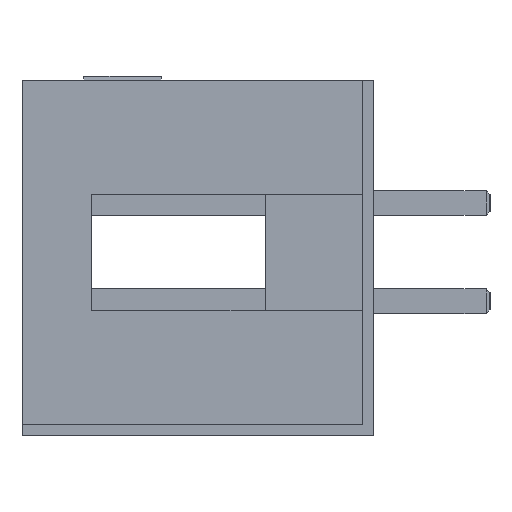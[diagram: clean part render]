
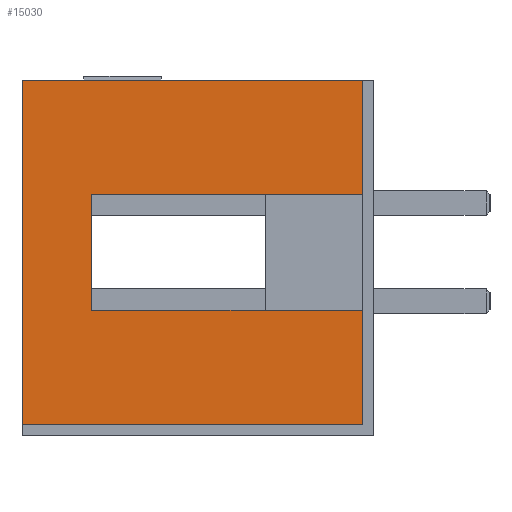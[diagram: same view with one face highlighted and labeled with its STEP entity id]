
A CAD part, left-side view. The second image highlights one B-rep face of the part: STEP entity #15030.
In plain terms, the highlighted planar face has unit normal (-1, 0, 0).
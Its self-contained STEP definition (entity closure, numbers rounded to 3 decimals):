
#95 = VECTOR ( 'NONE', #12417, 1000. ) ;
#388 = VERTEX_POINT ( 'NONE', #11010 ) ;
#426 = FACE_OUTER_BOUND ( 'NONE', #17987, .T. ) ;
#1029 = CARTESIAN_POINT ( 'NONE',  ( -5.17, 0.3, -5.72 ) ) ;
#1611 = DIRECTION ( 'NONE',  ( 0., -1., 0. ) ) ;
#1790 = EDGE_CURVE ( 'NONE', #10683, #4944, #17513, .T. ) ;
#2107 = CARTESIAN_POINT ( 'NONE',  ( -5.17, 0.3, 3.18 ) ) ;
#2204 = ORIENTED_EDGE ( 'NONE', *, *, #8950, .T. ) ;
#2692 = CARTESIAN_POINT ( 'NONE',  ( -5.17, 0.3, 3.18 ) ) ;
#2867 = EDGE_CURVE ( 'NONE', #3844, #11716, #4573, .T. ) ;
#3097 = LINE ( 'NONE', #8872, #12802 ) ;
#3844 = VERTEX_POINT ( 'NONE', #18570 ) ;
#3879 = ORIENTED_EDGE ( 'NONE', *, *, #1790, .F. ) ;
#3975 = DIRECTION ( 'NONE',  ( 0., 0., -1. ) ) ;
#4527 = VECTOR ( 'NONE', #17349, 1000. ) ;
#4573 = LINE ( 'NONE', #10559, #11174 ) ;
#4809 = LINE ( 'NONE', #15086, #13693 ) ;
#4935 = DIRECTION ( 'NONE',  ( -1., 0., 0. ) ) ;
#4944 = VERTEX_POINT ( 'NONE', #2107 ) ;
#5288 = LINE ( 'NONE', #11313, #4527 ) ;
#6723 = CARTESIAN_POINT ( 'NONE',  ( -5.17, 0.3, -2.77 ) ) ;
#7363 = VECTOR ( 'NONE', #13426, 1000. ) ;
#8328 = CARTESIAN_POINT ( 'NONE',  ( -5.17, 9.1, 3.18 ) ) ;
#8713 = DIRECTION ( 'NONE',  ( 0., -1., 0. ) ) ;
#8854 = LINE ( 'NONE', #14891, #7363 ) ;
#8862 = EDGE_CURVE ( 'NONE', #4944, #14021, #8854, .T. ) ;
#8872 = CARTESIAN_POINT ( 'NONE',  ( -5.17, 7.3, -2.77 ) ) ;
#8950 = EDGE_CURVE ( 'NONE', #15767, #14021, #4809, .T. ) ;
#9138 = EDGE_CURVE ( 'NONE', #17786, #11716, #17661, .T. ) ;
#9291 = ORIENTED_EDGE ( 'NONE', *, *, #2867, .T. ) ;
#10559 = CARTESIAN_POINT ( 'NONE',  ( -5.17, 9.1, -5.72 ) ) ;
#10683 = VERTEX_POINT ( 'NONE', #8328 ) ;
#11010 = CARTESIAN_POINT ( 'NONE',  ( -5.17, 7.3, -2.77 ) ) ;
#11174 = VECTOR ( 'NONE', #1611, 1000. ) ;
#11313 = CARTESIAN_POINT ( 'NONE',  ( -5.17, 9.1, 3.18 ) ) ;
#11716 = VERTEX_POINT ( 'NONE', #1029 ) ;
#12103 = EDGE_CURVE ( 'NONE', #388, #17786, #3097, .T. ) ;
#12417 = DIRECTION ( 'NONE',  ( 0., 0., -1. ) ) ;
#12448 = PLANE ( 'NONE',  #14463 ) ;
#12628 = ORIENTED_EDGE ( 'NONE', *, *, #9138, .F. ) ;
#12706 = CARTESIAN_POINT ( 'NONE',  ( -5.17, 7.3, 0. ) ) ;
#12802 = VECTOR ( 'NONE', #17759, 1000. ) ;
#13324 = ORIENTED_EDGE ( 'NONE', *, *, #8862, .F. ) ;
#13426 = DIRECTION ( 'NONE',  ( 0., 0., -1. ) ) ;
#13693 = VECTOR ( 'NONE', #16867, 1000. ) ;
#14021 = VERTEX_POINT ( 'NONE', #14065 ) ;
#14065 = CARTESIAN_POINT ( 'NONE',  ( -5.17, 0.3, 0.23 ) ) ;
#14347 = CARTESIAN_POINT ( 'NONE',  ( -5.17, 9.1, 3.18 ) ) ;
#14463 = AXIS2_PLACEMENT_3D ( 'NONE', #18445, #4935, #17181 ) ;
#14491 = ORIENTED_EDGE ( 'NONE', *, *, #16253, .T. ) ;
#14506 = CARTESIAN_POINT ( 'NONE',  ( -5.17, 7.3, 0.23 ) ) ;
#14803 = ORIENTED_EDGE ( 'NONE', *, *, #12103, .F. ) ;
#14891 = CARTESIAN_POINT ( 'NONE',  ( -5.17, 0.3, 3.18 ) ) ;
#15030 = ADVANCED_FACE ( 'NONE', ( #426 ), #12448, .T. ) ;
#15086 = CARTESIAN_POINT ( 'NONE',  ( -5.17, 7.3, 0.23 ) ) ;
#15094 = ORIENTED_EDGE ( 'NONE', *, *, #19082, .F. ) ;
#15767 = VERTEX_POINT ( 'NONE', #14506 ) ;
#16253 = EDGE_CURVE ( 'NONE', #10683, #3844, #5288, .T. ) ;
#16867 = DIRECTION ( 'NONE',  ( 0., -1., 0. ) ) ;
#17181 = DIRECTION ( 'NONE',  ( 0., 0., 1. ) ) ;
#17349 = DIRECTION ( 'NONE',  ( 0., 0., -1. ) ) ;
#17513 = LINE ( 'NONE', #14347, #18764 ) ;
#17661 = LINE ( 'NONE', #2692, #18071 ) ;
#17759 = DIRECTION ( 'NONE',  ( 0., -1., 0. ) ) ;
#17786 = VERTEX_POINT ( 'NONE', #6723 ) ;
#17987 = EDGE_LOOP ( 'NONE', ( #2204, #13324, #3879, #14491, #9291, #12628, #14803, #15094 ) ) ;
#18071 = VECTOR ( 'NONE', #3975, 1000. ) ;
#18445 = CARTESIAN_POINT ( 'NONE',  ( -5.17, 9.1, 3.18 ) ) ;
#18515 = LINE ( 'NONE', #12706, #95 ) ;
#18570 = CARTESIAN_POINT ( 'NONE',  ( -5.17, 9.1, -5.72 ) ) ;
#18764 = VECTOR ( 'NONE', #8713, 1000. ) ;
#19082 = EDGE_CURVE ( 'NONE', #15767, #388, #18515, .T. ) ;
